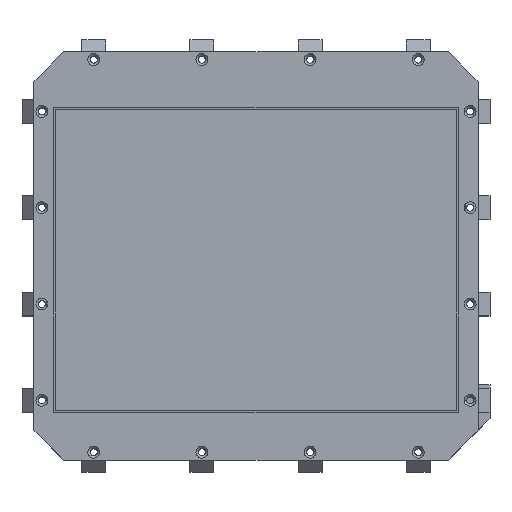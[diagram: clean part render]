
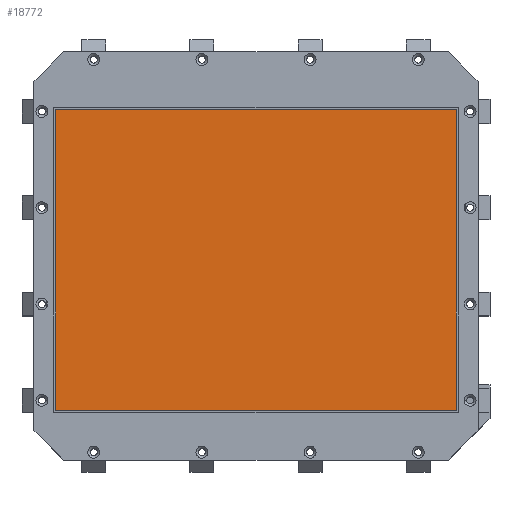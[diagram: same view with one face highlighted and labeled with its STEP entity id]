
A CAD part, top view. The second image highlights one B-rep face of the part: STEP entity #18772.
In plain terms, the highlighted planar face has unit normal (0, 0, 1).
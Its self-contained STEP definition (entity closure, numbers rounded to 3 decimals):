
#1234=FACE_OUTER_BOUND('',#2205,.T.);
#2205=EDGE_LOOP('',(#12633,#12634,#12635,#12636));
#3566=LINE('',#26695,#5764);
#3569=LINE('',#26701,#5767);
#3572=LINE('',#26707,#5770);
#3575=LINE('',#26711,#5773);
#5764=VECTOR('',#21448,10.);
#5767=VECTOR('',#21453,10.);
#5770=VECTOR('',#21458,10.);
#5773=VECTOR('',#21463,10.);
#7949=VERTEX_POINT('',#26692);
#7950=VERTEX_POINT('',#26694);
#7952=VERTEX_POINT('',#26700);
#7954=VERTEX_POINT('',#26706);
#9815=EDGE_CURVE('',#7950,#7949,#3566,.T.);
#9818=EDGE_CURVE('',#7952,#7950,#3569,.T.);
#9821=EDGE_CURVE('',#7954,#7952,#3572,.T.);
#9824=EDGE_CURVE('',#7949,#7954,#3575,.T.);
#12633=ORIENTED_EDGE('',*,*,#9824,.T.);
#12634=ORIENTED_EDGE('',*,*,#9821,.T.);
#12635=ORIENTED_EDGE('',*,*,#9818,.T.);
#12636=ORIENTED_EDGE('',*,*,#9815,.T.);
#17977=PLANE('',#19801);
#18772=ADVANCED_FACE('',(#1234),#17977,.T.);
#19801=AXIS2_PLACEMENT_3D('',#26712,#21464,#21465);
#21448=DIRECTION('',(0.,-1.,0.));
#21453=DIRECTION('',(-1.,0.,0.));
#21458=DIRECTION('',(0.,1.,0.));
#21463=DIRECTION('',(1.,0.,0.));
#21464=DIRECTION('center_axis',(0.,0.,1.));
#21465=DIRECTION('ref_axis',(1.,0.,0.));
#26692=CARTESIAN_POINT('',(-100.5,-77.5,0.1));
#26694=CARTESIAN_POINT('',(-100.5,73.5,0.1));
#26695=CARTESIAN_POINT('',(-100.5,-77.5,0.1));
#26700=CARTESIAN_POINT('',(100.5,73.5,0.1));
#26701=CARTESIAN_POINT('',(-100.5,73.5,0.1));
#26706=CARTESIAN_POINT('',(100.5,-77.5,0.1));
#26707=CARTESIAN_POINT('',(100.5,73.5,0.1));
#26711=CARTESIAN_POINT('',(100.5,-77.5,0.1));
#26712=CARTESIAN_POINT('Origin',(0.,-2.,
0.1));
